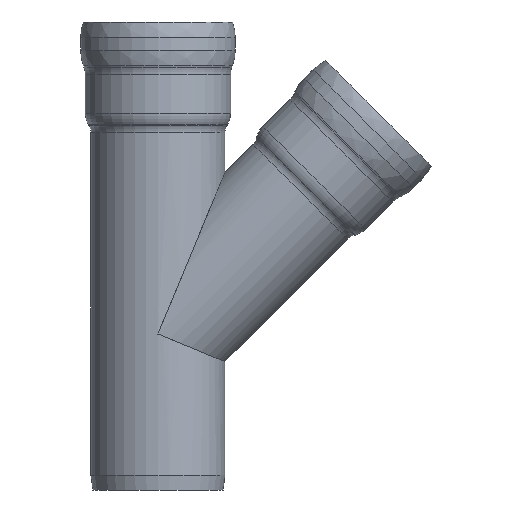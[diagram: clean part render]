
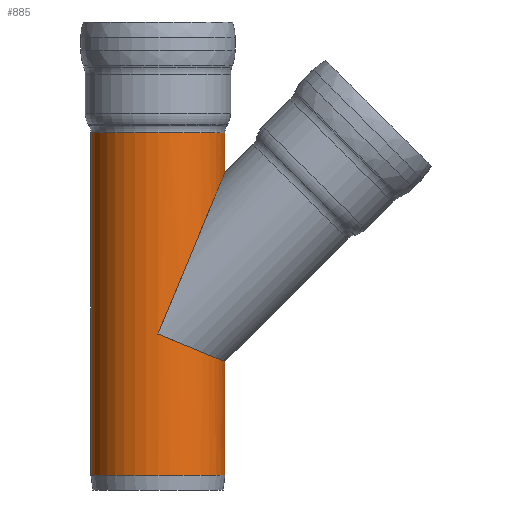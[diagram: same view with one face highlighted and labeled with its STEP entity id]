
A CAD part, left-side view. The second image highlights one B-rep face of the part: STEP entity #885.
In plain terms, the highlighted cylindrical face has radius 365 mm (diameter 730 mm), a full revolution.
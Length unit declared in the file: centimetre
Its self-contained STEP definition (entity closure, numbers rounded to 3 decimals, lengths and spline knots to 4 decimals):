
#23=FACE_BOUND('',#241,.T.);
#39=CYLINDRICAL_SURFACE('',#973,36.5);
#94=CIRCLE('',#972,36.5);
#95=CIRCLE('',#974,36.5);
#96=CIRCLE('',#975,36.5);
#190=FACE_OUTER_BOUND('',#240,.T.);
#240=EDGE_LOOP('',(#671,#672,#673,#674,#675));
#241=EDGE_LOOP('',(#676,#677));
#284=LINE('',#1604,#313);
#313=VECTOR('',#1200,36.5);
#332=ELLIPSE('',#923,95.3791,36.5);
#334=ELLIPSE('',#926,39.5073,36.5);
#343=VERTEX_POINT('',#1428);
#344=VERTEX_POINT('',#1430);
#372=VERTEX_POINT('',#1597);
#373=VERTEX_POINT('',#1601);
#374=VERTEX_POINT('',#1602);
#437=EDGE_CURVE('',#344,#343,#332,.T.);
#440=EDGE_CURVE('',#343,#344,#334,.T.);
#482=EDGE_CURVE('',#372,#372,#94,.T.);
#484=EDGE_CURVE('',#373,#374,#95,.T.);
#485=EDGE_CURVE('',#373,#372,#284,.T.);
#486=EDGE_CURVE('',#374,#373,#96,.T.);
#671=ORIENTED_EDGE('',*,*,#484,.F.);
#672=ORIENTED_EDGE('',*,*,#485,.T.);
#673=ORIENTED_EDGE('',*,*,#482,.T.);
#674=ORIENTED_EDGE('',*,*,#485,.F.);
#675=ORIENTED_EDGE('',*,*,#486,.F.);
#676=ORIENTED_EDGE('',*,*,#440,.T.);
#677=ORIENTED_EDGE('',*,*,#437,.T.);
#885=ADVANCED_FACE('',(#190,#23),#39,.T.);
#923=AXIS2_PLACEMENT_3D('',#1431,#1086,#1087);
#926=AXIS2_PLACEMENT_3D('',#1435,#1093,#1094);
#972=AXIS2_PLACEMENT_3D('',#1598,#1193,#1194);
#973=AXIS2_PLACEMENT_3D('',#1600,#1196,#1197);
#974=AXIS2_PLACEMENT_3D('',#1603,#1198,#1199);
#975=AXIS2_PLACEMENT_3D('',#1605,#1201,#1202);
#1086=DIRECTION('center_axis',(0.,0.924,0.383));
#1087=DIRECTION('ref_axis',(0.,-0.383,0.924));
#1093=DIRECTION('center_axis',(0.,0.383,-0.924));
#1094=DIRECTION('ref_axis',(0.,-0.924,-0.383));
#1193=DIRECTION('center_axis',(0.,0.,
1.));
#1194=DIRECTION('ref_axis',(0.,-1.,0.));
#1196=DIRECTION('center_axis',(0.,0.,
1.));
#1197=DIRECTION('ref_axis',(0.,-1.,0.));
#1198=DIRECTION('center_axis',(0.,0.,
1.));
#1199=DIRECTION('ref_axis',(0.,-1.,0.));
#1200=DIRECTION('',(0.,0.,-1.));
#1201=DIRECTION('center_axis',(0.,0.,
1.));
#1202=DIRECTION('ref_axis',(0.,-1.,0.));
#1428=CARTESIAN_POINT('',(72.,0.,85.));
#1430=CARTESIAN_POINT('',(-1.,0.,85.));
#1431=CARTESIAN_POINT('Origin',(35.5,0.,85.));
#1435=CARTESIAN_POINT('Origin',(35.5,0.,85.));
#1597=CARTESIAN_POINT('',(35.5,36.5,8.));
#1598=CARTESIAN_POINT('Origin',(35.5,0.,8.));
#1600=CARTESIAN_POINT('Origin',(35.5,0.,101.35));
#1601=CARTESIAN_POINT('',(35.5,36.5,194.7));
#1602=CARTESIAN_POINT('',(72.,0.,194.7));
#1603=CARTESIAN_POINT('Origin',(35.5,0.,194.7));
#1604=CARTESIAN_POINT('',(35.5,36.5,101.35));
#1605=CARTESIAN_POINT('Origin',(35.5,0.,194.7));
